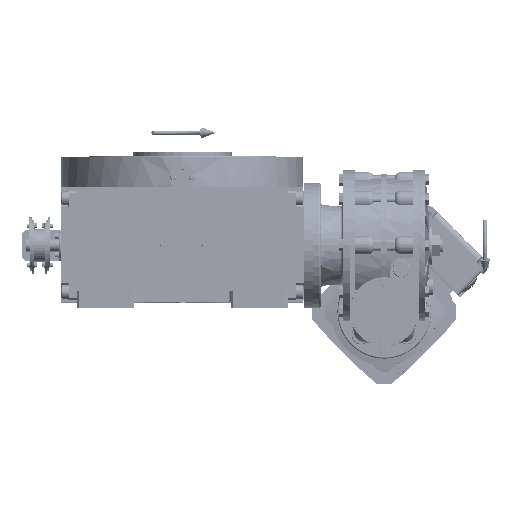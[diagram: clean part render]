
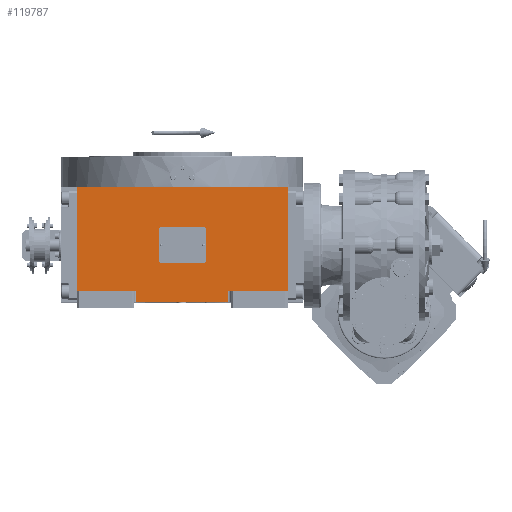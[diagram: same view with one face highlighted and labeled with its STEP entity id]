
A CAD part, top view. The second image highlights one B-rep face of the part: STEP entity #119787.
In plain terms, the highlighted planar face has unit normal (0, 0, 1).
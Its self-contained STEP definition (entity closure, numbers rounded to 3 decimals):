
#2044 = DIRECTION ( 'NONE',  ( 0., 0., 1. ) ) ;
#2837 = DIRECTION ( 'NONE',  ( 0., 1., 0. ) ) ;
#5739 = CARTESIAN_POINT ( 'NONE',  ( -135., -73., 226. ) ) ;
#31183 = VECTOR ( 'NONE', #138582, 1000. ) ;
#32058 = DIRECTION ( 'NONE',  ( 1., 0., 0. ) ) ;
#32365 = ORIENTED_EDGE ( 'NONE', *, *, #185517, .T. ) ;
#32838 = LINE ( 'NONE', #131554, #65314 ) ;
#33936 = CARTESIAN_POINT ( 'NONE',  ( -135., -59., 226. ) ) ;
#42366 = DIRECTION ( 'NONE',  ( 1., 0., 0. ) ) ;
#51414 = LINE ( 'NONE', #69250, #91588 ) ;
#52059 = DIRECTION ( 'NONE',  ( 0., 1., 0. ) ) ;
#53984 = VERTEX_POINT ( 'NONE', #33936 ) ;
#58251 = LINE ( 'NONE', #171020, #185434 ) ;
#65314 = VECTOR ( 'NONE', #2837, 1000. ) ;
#66162 = LINE ( 'NONE', #123496, #93315 ) ;
#66452 = DIRECTION ( 'NONE',  ( 1., 0., 0. ) ) ;
#69250 = CARTESIAN_POINT ( 'NONE',  ( -135., 75., 226. ) ) ;
#72636 = CARTESIAN_POINT ( 'NONE',  ( 59., -59., 226. ) ) ;
#77591 = CARTESIAN_POINT ( 'NONE',  ( -135., 75., 226. ) ) ;
#83200 = VECTOR ( 'NONE', #184870, 1000. ) ;
#84178 = VERTEX_POINT ( 'NONE', #95391 ) ;
#86755 = LINE ( 'NONE', #72636, #157023 ) ;
#88789 = VERTEX_POINT ( 'NONE', #172882 ) ;
#91588 = VECTOR ( 'NONE', #66452, 1000. ) ;
#92260 = EDGE_CURVE ( 'NONE', #53984, #88789, #58251, .T. ) ;
#93031 = AXIS2_PLACEMENT_3D ( 'NONE', #5739, #2044, #32058 ) ;
#93315 = VECTOR ( 'NONE', #52059, 1000. ) ;
#94405 = CARTESIAN_POINT ( 'NONE',  ( 59., -59., 226. ) ) ;
#95391 = CARTESIAN_POINT ( 'NONE',  ( 135., -59., 226. ) ) ;
#96334 = LINE ( 'NONE', #168589, #31183 ) ;
#97919 = EDGE_CURVE ( 'NONE', #161161, #88789, #66162, .T. ) ;
#99255 = ORIENTED_EDGE ( 'NONE', *, *, #135150, .T. ) ;
#104414 = PLANE ( 'NONE',  #93031 ) ;
#107309 = ORIENTED_EDGE ( 'NONE', *, *, #171310, .F. ) ;
#109656 = ORIENTED_EDGE ( 'NONE', *, *, #183972, .F. ) ;
#110750 = EDGE_CURVE ( 'NONE', #175348, #150652, #86755, .T. ) ;
#117553 = FACE_OUTER_BOUND ( 'NONE', #135712, .T. ) ;
#118363 = CARTESIAN_POINT ( 'NONE',  ( -59., -73., 226. ) ) ;
#119787 = ADVANCED_FACE ( 'NONE', ( #117553 ), #104414, .T. ) ;
#119926 = ORIENTED_EDGE ( 'NONE', *, *, #110750, .F. ) ;
#120989 = ORIENTED_EDGE ( 'NONE', *, *, #178499, .T. ) ;
#121667 = LINE ( 'NONE', #94405, #155576 ) ;
#123496 = CARTESIAN_POINT ( 'NONE',  ( -59., -73., 226. ) ) ;
#124680 = CARTESIAN_POINT ( 'NONE',  ( 59., -73., 226. ) ) ;
#131554 = CARTESIAN_POINT ( 'NONE',  ( 135., -59., 226. ) ) ;
#135150 = EDGE_CURVE ( 'NONE', #84178, #147846, #32838, .T. ) ;
#135712 = EDGE_LOOP ( 'NONE', ( #120989, #119926, #32365, #99255, #107309, #109656, #136237, #165996 ) ) ;
#136237 = ORIENTED_EDGE ( 'NONE', *, *, #92260, .T. ) ;
#138582 = DIRECTION ( 'NONE',  ( 1., 0., 0. ) ) ;
#141932 = CARTESIAN_POINT ( 'NONE',  ( 59., -59., 226. ) ) ;
#145798 = VERTEX_POINT ( 'NONE', #77591 ) ;
#147846 = VERTEX_POINT ( 'NONE', #149158 ) ;
#149158 = CARTESIAN_POINT ( 'NONE',  ( 135., 75., 226. ) ) ;
#149837 = DIRECTION ( 'NONE',  ( 1., 0., 0. ) ) ;
#150652 = VERTEX_POINT ( 'NONE', #124680 ) ;
#155576 = VECTOR ( 'NONE', #149837, 1000. ) ;
#157023 = VECTOR ( 'NONE', #159952, 1000. ) ;
#159444 = LINE ( 'NONE', #170780, #83200 ) ;
#159952 = DIRECTION ( 'NONE',  ( 0., -1., 0. ) ) ;
#161161 = VERTEX_POINT ( 'NONE', #118363 ) ;
#165996 = ORIENTED_EDGE ( 'NONE', *, *, #97919, .F. ) ;
#168589 = CARTESIAN_POINT ( 'NONE',  ( -59., -73., 226. ) ) ;
#170780 = CARTESIAN_POINT ( 'NONE',  ( -135., -59., 226. ) ) ;
#171020 = CARTESIAN_POINT ( 'NONE',  ( -135., -59., 226. ) ) ;
#171310 = EDGE_CURVE ( 'NONE', #145798, #147846, #51414, .T. ) ;
#172882 = CARTESIAN_POINT ( 'NONE',  ( -59., -59., 226. ) ) ;
#175348 = VERTEX_POINT ( 'NONE', #141932 ) ;
#178499 = EDGE_CURVE ( 'NONE', #161161, #150652, #96334, .T. ) ;
#183972 = EDGE_CURVE ( 'NONE', #53984, #145798, #159444, .T. ) ;
#184870 = DIRECTION ( 'NONE',  ( 0., 1., 0. ) ) ;
#185434 = VECTOR ( 'NONE', #42366, 1000. ) ;
#185517 = EDGE_CURVE ( 'NONE', #175348, #84178, #121667, .T. ) ;
